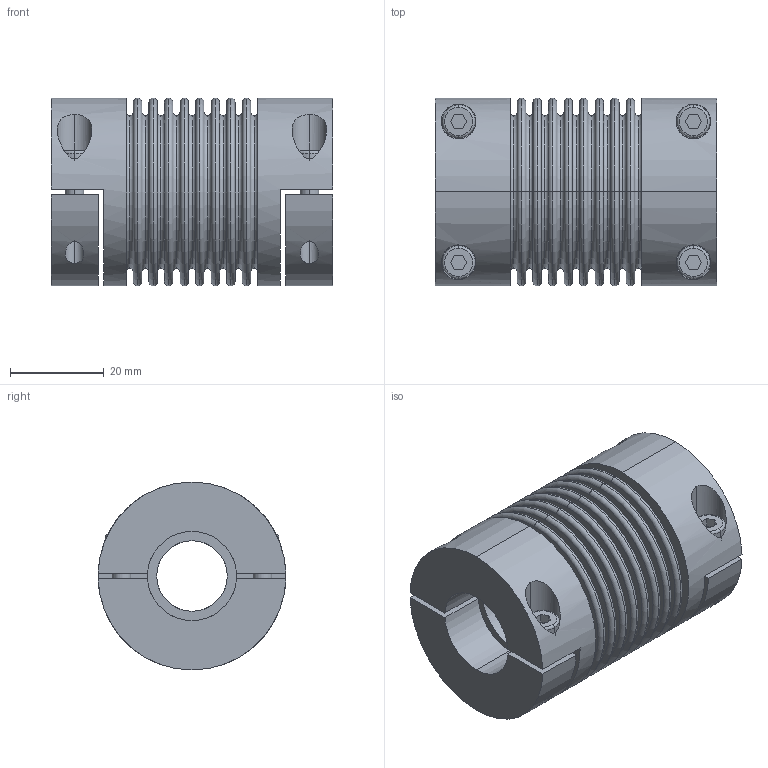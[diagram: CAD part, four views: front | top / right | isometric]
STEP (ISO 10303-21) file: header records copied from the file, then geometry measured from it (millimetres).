
FILE_DESCRIPTION(('STEP AP214'),'1');
FILE_NAME('cctmp_3AD2651A-80CC-4988-BA26-5219DCD12D2F_2023_06_09_08_41_16_0178..stp','2023-06-09T06:41:16',('R+W Antriebselemente GmbH'),('CADClick - www.CADClick.com'),'Spatial InterOp 3D',' ','unknown authorization');
FILE_SCHEMA(('AUTOMOTIVE_DESIGN'));
Length unit declared in the file: millimetre
Products named in the file (1): MKH/100/60/19/15
Bounding box: 60 x 40 x 40 mm (x, y, z)
Volume: 46471.7 mm3; surface area: 24221.4 mm2
Topology: 1 solids, 1 shells, 214 faces, 468 edges, 298 vertices
Faces by surface type: plane 80, torus 76, cylinder 58
Entity records: 8206 total; most frequent: CARTESIAN_POINT 1501, DIRECTION 1176, ORIENTED_EDGE 936, AXIS2_PLACEMENT_3D 509, EDGE_CURVE 468, VERTEX_POINT 298, CIRCLE 294, EDGE_LOOP 262
